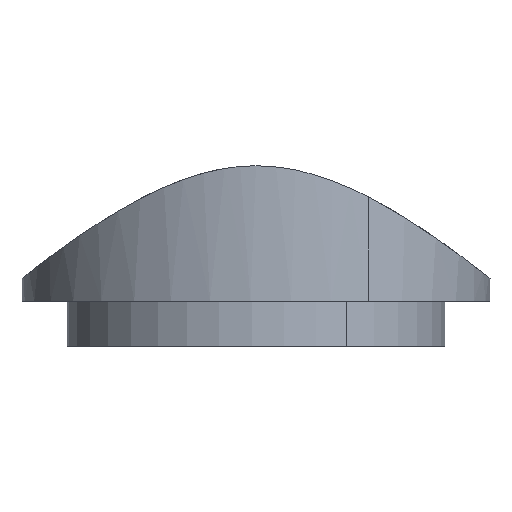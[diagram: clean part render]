
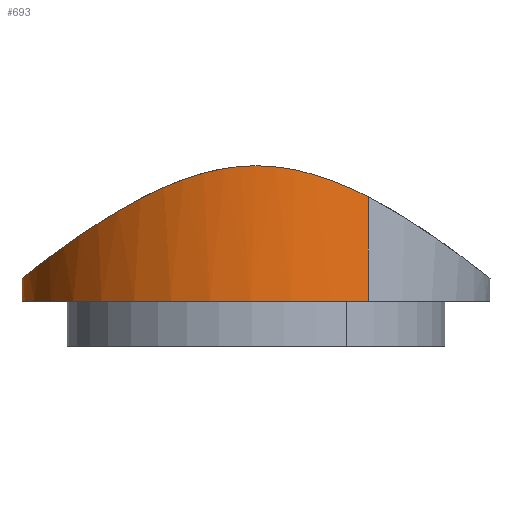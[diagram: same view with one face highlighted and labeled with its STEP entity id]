
A CAD part, left-side view. The second image highlights one B-rep face of the part: STEP entity #693.
In plain terms, the highlighted cylindrical face has radius 52 mm (diameter 104 mm), a partial arc.
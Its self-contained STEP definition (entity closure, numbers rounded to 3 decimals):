
#431=CARTESIAN_POINT('Vertex',(0.,52.,0.)) ;
#435=CARTESIAN_POINT('Control Point',(0.,52.,0.)) ;
#436=CARTESIAN_POINT('Control Point',(-4.496,52.,0.)) ;
#437=CARTESIAN_POINT('Control Point',(-8.991,51.514,0.398)) ;
#438=CARTESIAN_POINT('Control Point',(-13.367,50.541,1.193)) ;
#439=CARTESIAN_POINT('Control Point',(-18.82,48.708,2.644)) ;
#440=CARTESIAN_POINT('Control Point',(-23.819,46.252,4.504)) ;
#441=CARTESIAN_POINT('Control Point',(-24.977,45.637,4.966)) ;
#442=CARTESIAN_POINT('Control Point',(-29.825,42.862,7.027)) ;
#443=CARTESIAN_POINT('Control Point',(-34.159,39.534,9.395)) ;
#444=CARTESIAN_POINT('Control Point',(-37.171,36.706,11.325)) ;
#445=CARTESIAN_POINT('Control Point',(-40.34,33.098,13.651)) ;
#446=CARTESIAN_POINT('Control Point',(-43.077,29.139,15.936)) ;
#447=CARTESIAN_POINT('Control Point',(-43.469,28.551,16.27)) ;
#448=CARTESIAN_POINT('Control Point',(-45.286,25.724,17.845)) ;
#449=CARTESIAN_POINT('Control Point',(-46.888,22.724,19.367)) ;
#450=CARTESIAN_POINT('Control Point',(-48.008,20.258,20.504)) ;
#451=CARTESIAN_POINT('Control Point',(-50.,14.987,22.646)) ;
#452=CARTESIAN_POINT('Control Point',(-51.303,9.259,24.21)) ;
#453=CARTESIAN_POINT('Control Point',(-51.768,6.21,24.804)) ;
#454=CARTESIAN_POINT('Control Point',(-52.,3.105,25.1)) ;
#455=CARTESIAN_POINT('Control Point',(-52.,0.,25.1)) ;
#456=CARTESIAN_POINT('Vertex',(-52.,0.,25.1)) ;
#526=CARTESIAN_POINT('Control Point',(-52.,0.,25.1)) ;
#527=CARTESIAN_POINT('Control Point',(-52.,-2.737,25.1)) ;
#528=CARTESIAN_POINT('Control Point',(-51.82,-5.473,24.87)) ;
#529=CARTESIAN_POINT('Control Point',(-51.458,-8.174,24.408)) ;
#530=CARTESIAN_POINT('Control Point',(-50.417,-13.383,23.14)) ;
#531=CARTESIAN_POINT('Control Point',(-48.795,-18.236,21.341)) ;
#532=CARTESIAN_POINT('Control Point',(-47.863,-20.553,20.357)) ;
#533=CARTESIAN_POINT('Control Point',(-46.807,-22.784,19.306)) ;
#534=CARTESIAN_POINT('Control Point',(-45.634,-24.93,18.211)) ;
#535=CARTESIAN_POINT('Vertex',(-45.634,-24.93,18.211)) ;
#632=CARTESIAN_POINT('Vertex',(45.634,24.93,18.211)) ;
#636=CARTESIAN_POINT('Control Point',(45.634,24.93,18.211)) ;
#637=CARTESIAN_POINT('Control Point',(44.293,27.385,16.958)) ;
#638=CARTESIAN_POINT('Control Point',(42.799,29.728,15.647)) ;
#639=CARTESIAN_POINT('Control Point',(41.165,31.951,14.317)) ;
#640=CARTESIAN_POINT('Control Point',(37.612,36.172,11.661)) ;
#641=CARTESIAN_POINT('Control Point',(33.499,39.918,9.105)) ;
#642=CARTESIAN_POINT('Control Point',(31.303,41.666,7.874)) ;
#643=CARTESIAN_POINT('Control Point',(27.374,44.381,5.912)) ;
#644=CARTESIAN_POINT('Control Point',(23.059,46.672,4.191)) ;
#645=CARTESIAN_POINT('Control Point',(21.241,47.528,3.538)) ;
#646=CARTESIAN_POINT('Control Point',(16.178,49.618,1.924)) ;
#647=CARTESIAN_POINT('Control Point',(10.743,51.064,0.766)) ;
#648=CARTESIAN_POINT('Control Point',(7.203,51.688,0.255)) ;
#649=CARTESIAN_POINT('Control Point',(3.602,52.,0.)) ;
#650=CARTESIAN_POINT('Control Point',(0.,52.,0.)) ;
#661=CARTESIAN_POINT('Axis2P3D Location',(0.,0.,5.05)) ;
#666=CARTESIAN_POINT('Line Origine',(45.634,24.93,10.05)) ;
#670=CARTESIAN_POINT('Vertex',(45.634,24.93,-5.)) ;
#673=CARTESIAN_POINT('Axis2P3D Location',(0.,0.,-5.)) ;
#677=CARTESIAN_POINT('Vertex',(-45.634,-24.93,-5.)) ;
#680=CARTESIAN_POINT('Line Origine',(-45.634,-24.93,10.05)) ;
#662=DIRECTION('Axis2P3D Direction',(0.,0.,1.)) ;
#663=DIRECTION('Axis2P3D XDirection',(0.878,0.479,0.)) ;
#667=DIRECTION('Vector Direction',(0.,0.,1.)) ;
#674=DIRECTION('Axis2P3D Direction',(0.,0.,1.)) ;
#681=DIRECTION('Vector Direction',(0.,0.,1.)) ;
#664=AXIS2_PLACEMENT_3D('Cylinder Axis2P3D',#661,#662,#663) ;
#675=AXIS2_PLACEMENT_3D('Circle Axis2P3D',#673,#674,$) ;
#686=ORIENTED_EDGE('',*,*,#672,.T.) ;
#687=ORIENTED_EDGE('',*,*,#679,.T.) ;
#688=ORIENTED_EDGE('',*,*,#684,.F.) ;
#689=ORIENTED_EDGE('',*,*,#537,.F.) ;
#690=ORIENTED_EDGE('',*,*,#458,.F.) ;
#691=ORIENTED_EDGE('',*,*,#651,.T.) ;
#668=VECTOR('Line Direction',#667,1.) ;
#682=VECTOR('Line Direction',#681,1.) ;
#693=ADVANCED_FACE('Corps principal',(#692),#665,.T.) ;
#434=B_SPLINE_CURVE_WITH_KNOTS('',5,(#435,#436,#437,#438,#439,#440,#441,#442,#443,#444,#445,#446,#447,#448,#449,#450,#451,#452,#453,#454,#455),.UNSPECIFIED.,.F.,.U.,(6,3,3,3,3,3,6),(0.,30.122,39.525,70.329,75.623,95.454,116.258),.UNSPECIFIED.) ;
#525=B_SPLINE_CURVE_WITH_KNOTS('',5,(#526,#527,#528,#529,#530,#531,#532,#533,#534),.UNSPECIFIED.,.F.,.U.,(6,3,6),(0.,18.337,36.465),.UNSPECIFIED.) ;
#635=B_SPLINE_CURVE_WITH_KNOTS('',5,(#636,#637,#638,#639,#640,#641,#642,#643,#644,#645,#646,#647,#648,#649,#650),.UNSPECIFIED.,.F.,.U.,(6,3,3,3,6),(0.,20.734,41.469,55.643,79.776),.UNSPECIFIED.) ;
#676=CIRCLE('generated circle',#675,52.) ;
#665=CYLINDRICAL_SURFACE('generated cylinder',#664,52.) ;
#458=EDGE_CURVE('',#432,#457,#434,.T.) ;
#537=EDGE_CURVE('',#457,#536,#525,.T.) ;
#651=EDGE_CURVE('',#432,#633,#635,.F.) ;
#672=EDGE_CURVE('',#633,#671,#669,.F.) ;
#679=EDGE_CURVE('',#671,#678,#676,.T.) ;
#684=EDGE_CURVE('',#536,#678,#683,.F.) ;
#685=EDGE_LOOP('',(#686,#687,#688,#689,#690,#691)) ;
#692=FACE_OUTER_BOUND('',#685,.T.) ;
#669=LINE('Line',#666,#668) ;
#683=LINE('Line',#680,#682) ;
#432=VERTEX_POINT('',#431) ;
#457=VERTEX_POINT('',#456) ;
#536=VERTEX_POINT('',#535) ;
#633=VERTEX_POINT('',#632) ;
#671=VERTEX_POINT('',#670) ;
#678=VERTEX_POINT('',#677) ;
